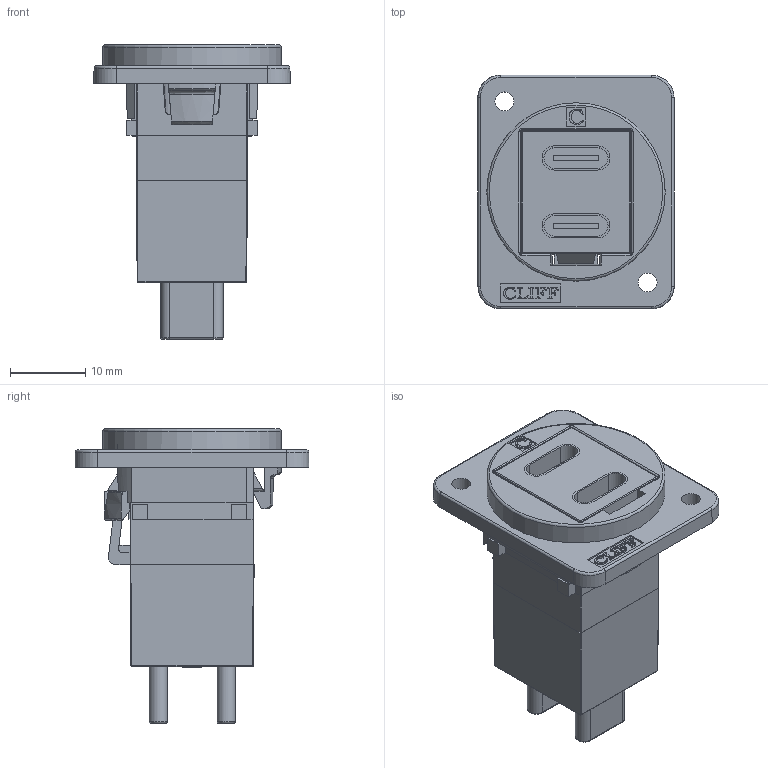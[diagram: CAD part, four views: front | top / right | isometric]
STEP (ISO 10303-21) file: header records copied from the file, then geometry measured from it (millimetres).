
FILE_DESCRIPTION(/* description */ (''),/* implementation_level */ '2;1');
FILE_NAME(/* name */ 'CP30212X USBC.stp',/* time_stamp */ '2017-02-14T12:51:15+00:00',/* author */ ('tottley'),/* organization */ (''),/* preprocessor_version */ 'ST-DEVELOPER v16.1',/* originating_system */ 'Autodesk Inventor 2016',/* authorisation */ '');
FILE_SCHEMA (('AUTOMOTIVE_DESIGN { 1 0 10303 214 3 1 1 }'));
Length unit declared in the file: millimetre
Products named in the file (1): Part15
Bounding box: 26 x 31 x 39 mm (x, y, z)
Volume: 5031.8 mm3; surface area: 10428.4 mm2
Topology: 5 solids, 6 shells, 705 faces, 1911 edges, 1237 vertices
Faces by surface type: plane 493, bspline 100, cylinder 72, cone 20, torus 12, sphere 8
Full cylindrical faces by diameter (mm): 2.5 x2
Entity records: 23183 total; most frequent: CARTESIAN_POINT 5945, ORIENTED_EDGE 3846, DIRECTION 3103, EDGE_CURVE 1907, LINE 1443, VECTOR 1443, VERTEX_POINT 1237, AXIS2_PLACEMENT_3D 830
